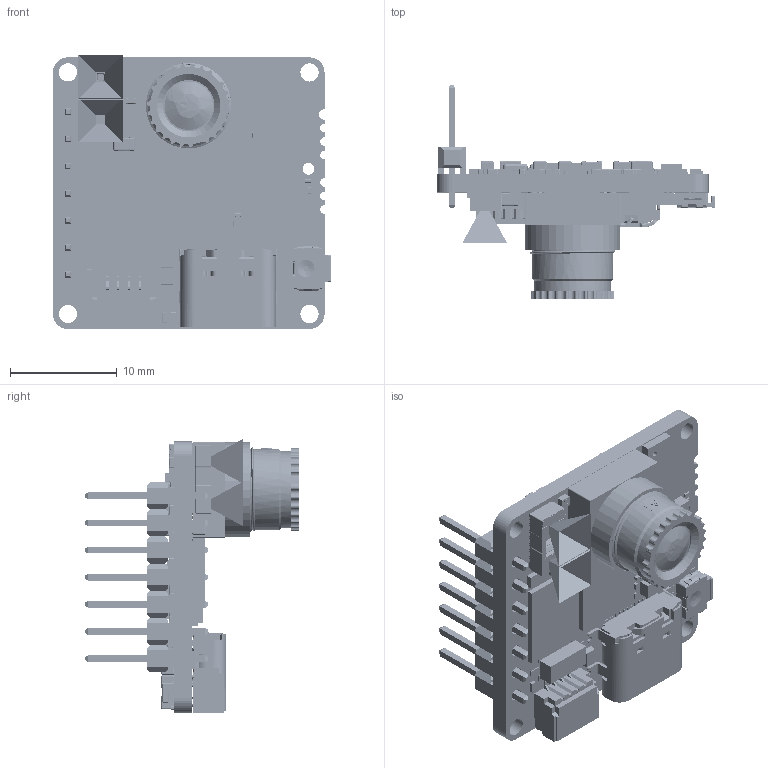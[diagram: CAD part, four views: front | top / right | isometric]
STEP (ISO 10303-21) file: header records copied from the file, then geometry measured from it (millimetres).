
FILE_DESCRIPTION(('FreeCAD Model'),'2;1');
FILE_NAME('Open CASCADE Shape Model','2025-04-25T20:43:04',('FreeCAD'),( 'FreeCAD'),'Open CASCADE STEP processor 7.6','FreeCAD','Unknown');
FILE_SCHEMA(('AUTOMOTIVE_DESIGN { 1 0 10303 214 1 1 1 1 }'));
Products named in the file (1): Open CASCADE STEP translator 7.6 1
Bounding box: 26.04 x 19.97 x 25.68 mm (x, y, z)
Volume: 2171.2 mm3; surface area: 5130.8 mm2
Topology: 717 solids, 717 shells, 13239 faces, 31317 edges, 18372 vertices
Faces by surface type: plane 7315, cylinder 4105, sphere 1066, bspline 462, torus 214, cone 77
Full cylindrical faces by diameter (mm): 0.03 x92, 0.13 x1, 0.138 x1, 0.15 x2, 0.18 x1, 0.3 x2, 0.33 x1, 0.5 x3, 0.508 x1, 0.51 x1, 0.6 x2, 0.63 x1, 0.65 x2, 0.966 x2, 1.024 x1, 1.1 x1, 1.15 x7, 1.702 x4, 4.8 x1, 7.02 x1, 7.06 x1, 7.2 x1, 7.561 x1, 7.621 x10, 8 x2, 8.2 x1, 8.9 x1
Entity records: 376298 total; most frequent: CARTESIAN_POINT 77892, DIRECTION 62806, ORIENTED_EDGE 60420, EDGE_CURVE 30210, AXIS2_PLACEMENT_3D 21059, LINE 20688, VECTOR 20688, VERTEX_POINT 18372
